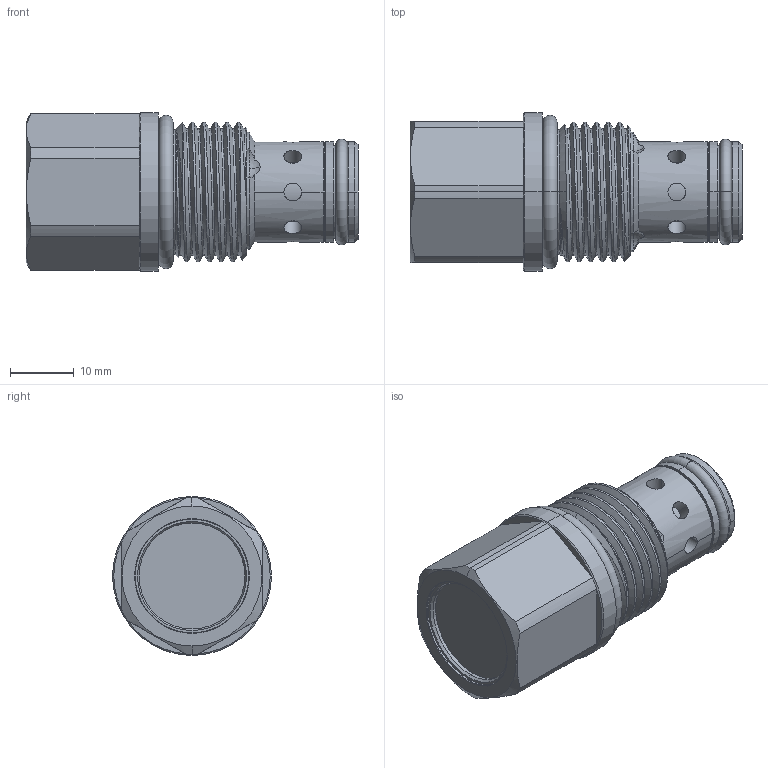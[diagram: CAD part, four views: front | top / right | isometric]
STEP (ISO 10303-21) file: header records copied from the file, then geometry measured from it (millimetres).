
FILE_DESCRIPTION (( 'STEP AP203' ), '1' );
FILE_NAME ('RP10W2S-8.STEP', '2024-06-06T06:09:33', ( '' ), ( '' ), 'SwSTEP 2.0', 'SolidWorks 2018', '' );
FILE_SCHEMA (( 'CONFIG_CONTROL_DESIGN' ));
Length unit declared in the file: millimetre
Products named in the file (1): RP10W2S-8
Bounding box: 52.22 x 25 x 25 mm (x, y, z)
Volume: 16897.8 mm3; surface area: 5538.3 mm2
Topology: 1 solids, 1 shells, 141 faces, 319 edges, 195 vertices
Faces by surface type: cylinder 72, cone 27, plane 23, torus 10, sphere 6, bspline 3
Entity records: 6204 total; most frequent: CARTESIAN_POINT 3096, ORIENTED_EDGE 638, DIRECTION 627, EDGE_CURVE 319, AXIS2_PLACEMENT_3D 265, VERTEX_POINT 195, EDGE_LOOP 156, ADVANCED_FACE 141
